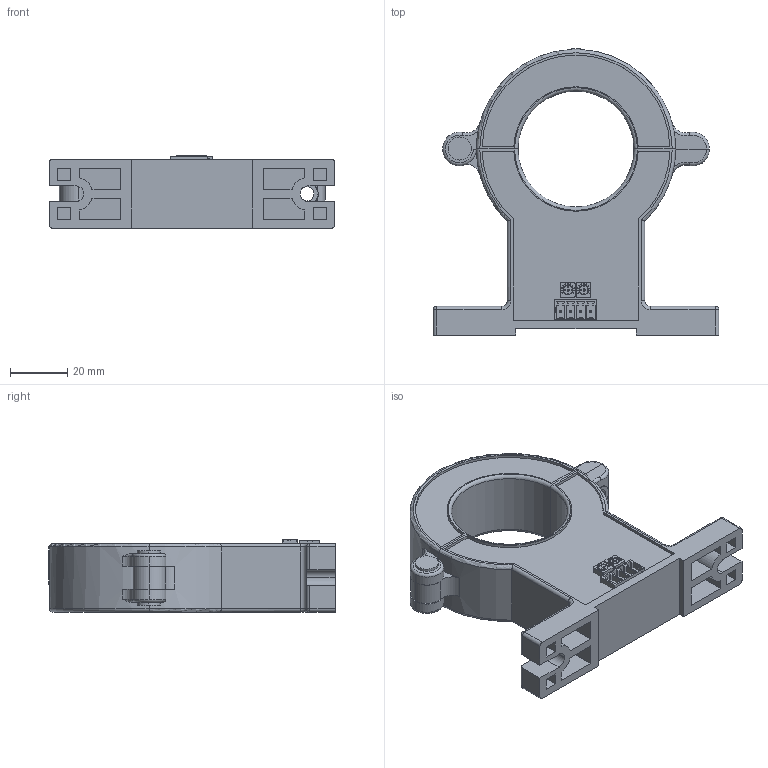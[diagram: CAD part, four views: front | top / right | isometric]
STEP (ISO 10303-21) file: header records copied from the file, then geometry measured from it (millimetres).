
FILE_DESCRIPTION (( 'STEP AP214' ), '1' );
FILE_NAME ('YK-40.STEP', '2023-01-04T07:55:52', ( '' ), ( '' ), 'SwSTEP 2.0', 'SolidWorks 2020', '' );
FILE_SCHEMA (( 'AUTOMOTIVE_DESIGN' ));
Length unit declared in the file: millimetre
Products named in the file (10): DWQ; YK-40-_________-0.STEP; YK-40; 錨璃1^YK-40.STEP; 錨璃4^YK-40.STEP; YK-40-_________-1.STEP; YK-40-_________.STEP; 15EDGVC-3.5-04P-14-00A(H).stp; 錨璃2^YK-40.STEP; 錨璃3^YK-40.STEP
Assembly tree (10 placements, depth 2):
  YK-40
    YK-40-_________.STEP
    YK-40-_________-0.STEP
    YK-40-_________-1.STEP
    15EDGVC-3.5-04P-14-00A(H).stp
    錨璃1^YK-40.STEP
    錨璃3^YK-40.STEP
    DWQ  x2
    錨璃2^YK-40.STEP
    錨璃4^YK-40.STEP
Bounding box: 99.8 x 100 x 25.29 mm (x, y, z)
Volume: 69653.4 mm3; surface area: 50086.2 mm2
Topology: 10 solids, 10 shells, 1091 faces, 2952 edges, 1940 vertices
Faces by surface type: plane 874, cylinder 166, torus 30, cone 17, sphere 4
Entity records: 32161 total; most frequent: CARTESIAN_POINT 5921, ORIENTED_EDGE 5476, DIRECTION 5191, EDGE_CURVE 2738, LINE 2275, VECTOR 2275, VERTEX_POINT 1800, AXIS2_PLACEMENT_3D 1458
